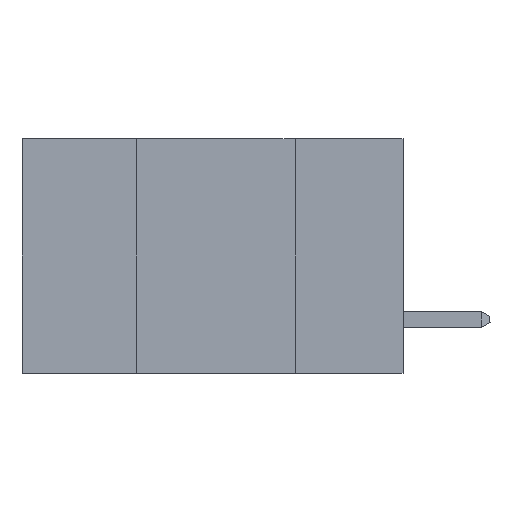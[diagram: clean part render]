
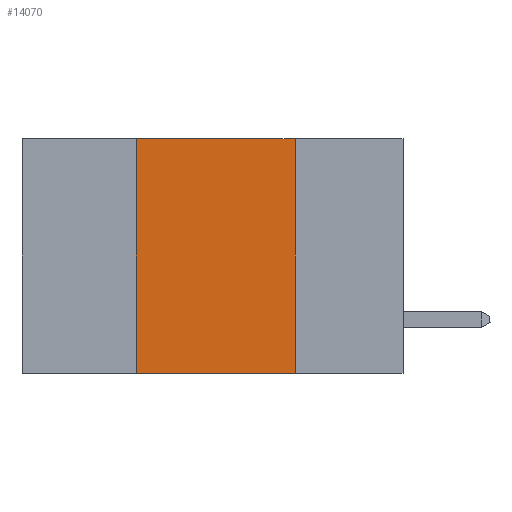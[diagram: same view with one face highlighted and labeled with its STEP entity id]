
A CAD part, left-side view. The second image highlights one B-rep face of the part: STEP entity #14070.
In plain terms, the highlighted planar face has unit normal (-1, 0, 0).
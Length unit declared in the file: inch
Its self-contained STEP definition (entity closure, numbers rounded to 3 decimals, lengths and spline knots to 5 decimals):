
#76 = EDGE_CURVE ( 'NONE', #11278, #25280, #8695, .T. ) ;
#301 = CARTESIAN_POINT ( 'NONE',  ( 0., 0.17, -0.37 ) ) ;
#693 = EDGE_LOOP ( 'NONE', ( #1016, #26304, #2020, #22092 ) ) ;
#1016 = ORIENTED_EDGE ( 'NONE', *, *, #25396, .F. ) ;
#1175 = DIRECTION ( 'NONE',  ( 0., -1., 0. ) ) ;
#2020 = ORIENTED_EDGE ( 'NONE', *, *, #76, .F. ) ;
#2975 = VECTOR ( 'NONE', #1175, 39.37008 ) ;
#3237 = DIRECTION ( 'NONE',  ( 0., 0., -1. ) ) ;
#7034 = CARTESIAN_POINT ( 'NONE',  ( 0., 0.42, 0. ) ) ;
#7372 = CARTESIAN_POINT ( 'NONE',  ( 0., 0.17, 0. ) ) ;
#7650 = CARTESIAN_POINT ( 'NONE',  ( 0., 0.17, 0. ) ) ;
#7777 = DIRECTION ( 'NONE',  ( 0., -1., 0. ) ) ;
#8695 = LINE ( 'NONE', #7034, #17172 ) ;
#9444 = AXIS2_PLACEMENT_3D ( 'NONE', #15747, #13652, #27261 ) ;
#10135 = CARTESIAN_POINT ( 'NONE',  ( 0., 0.6, 0. ) ) ;
#10158 = VERTEX_POINT ( 'NONE', #301 ) ;
#11278 = VERTEX_POINT ( 'NONE', #11938 ) ;
#11863 = DIRECTION ( 'NONE',  ( 0., 0., 1. ) ) ;
#11938 = CARTESIAN_POINT ( 'NONE',  ( 0., 0.42, -0.37 ) ) ;
#13652 = DIRECTION ( 'NONE',  ( 1., 0., 0. ) ) ;
#14070 = ADVANCED_FACE ( 'NONE', ( #24019 ), #24831, .F. ) ;
#15036 = VECTOR ( 'NONE', #3237, 39.37008 ) ;
#15747 = CARTESIAN_POINT ( 'NONE',  ( 0., 0.6, 0. ) ) ;
#17172 = VECTOR ( 'NONE', #11863, 39.37008 ) ;
#18510 = LINE ( 'NONE', #10135, #29083 ) ;
#18631 = CARTESIAN_POINT ( 'NONE',  ( 0., 0.42, 0. ) ) ;
#20803 = VERTEX_POINT ( 'NONE', #7372 ) ;
#21005 = LINE ( 'NONE', #7650, #15036 ) ;
#21093 = CARTESIAN_POINT ( 'NONE',  ( 0., 0.6, -0.37 ) ) ;
#22092 = ORIENTED_EDGE ( 'NONE', *, *, #26695, .T. ) ;
#24019 = FACE_OUTER_BOUND ( 'NONE', #693, .T. ) ;
#24831 = PLANE ( 'NONE',  #9444 ) ;
#25280 = VERTEX_POINT ( 'NONE', #18631 ) ;
#25396 = EDGE_CURVE ( 'NONE', #20803, #10158, #21005, .T. ) ;
#25916 = LINE ( 'NONE', #21093, #2975 ) ;
#26304 = ORIENTED_EDGE ( 'NONE', *, *, #26650, .F. ) ;
#26650 = EDGE_CURVE ( 'NONE', #25280, #20803, #18510, .T. ) ;
#26695 = EDGE_CURVE ( 'NONE', #11278, #10158, #25916, .T. ) ;
#27261 = DIRECTION ( 'NONE',  ( 0., 0., -1. ) ) ;
#29083 = VECTOR ( 'NONE', #7777, 39.37008 ) ;
